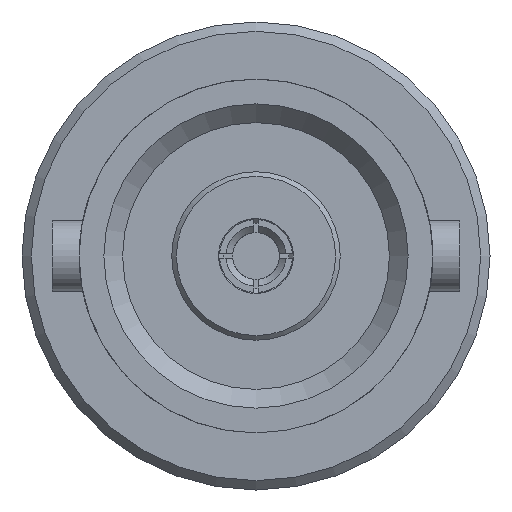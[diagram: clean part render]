
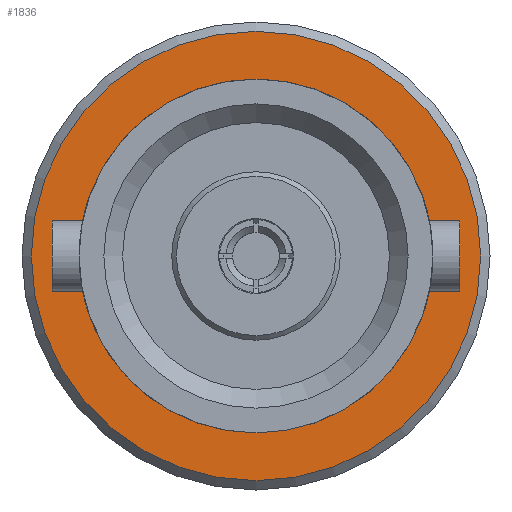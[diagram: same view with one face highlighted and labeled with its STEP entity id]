
A CAD part, left-side view. The second image highlights one B-rep face of the part: STEP entity #1836.
In plain terms, the highlighted planar face has unit normal (-1, 0, 0).
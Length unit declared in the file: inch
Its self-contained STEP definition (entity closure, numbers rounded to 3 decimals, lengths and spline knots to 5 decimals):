
#11 = CARTESIAN_POINT ( 'NONE',  ( 0.92349, 0., -0.24 ) ) ;
#73 = DIRECTION ( 'NONE',  ( 0., 0., -1. ) ) ;
#89 = CARTESIAN_POINT ( 'NONE',  ( 0.92349, 0., 0. ) ) ;
#105 = DIRECTION ( 'NONE',  ( -1., 0., 0. ) ) ;
#171 = DIRECTION ( 'NONE',  ( -1., 0., 0. ) ) ;
#287 = VERTEX_POINT ( 'NONE', #340 ) ;
#340 = CARTESIAN_POINT ( 'NONE',  ( 0.92349, 0., -0.189 ) ) ;
#504 = ORIENTED_EDGE ( 'NONE', *, *, #2020, .F. ) ;
#597 = FACE_OUTER_BOUND ( 'NONE', #2407, .T. ) ;
#628 = AXIS2_PLACEMENT_3D ( 'NONE', #89, #828, #73 ) ;
#720 = EDGE_LOOP ( 'NONE', ( #504 ) ) ;
#828 = DIRECTION ( 'NONE',  ( 1., 0., 0. ) ) ;
#875 = DIRECTION ( 'NONE',  ( 0., 0., -1. ) ) ;
#966 = ORIENTED_EDGE ( 'NONE', *, *, #2460, .T. ) ;
#1413 = CIRCLE ( 'NONE', #2759, 0.189 ) ;
#1474 = CIRCLE ( 'NONE', #2489, 0.24 ) ;
#1631 = FACE_BOUND ( 'NONE', #720, .T. ) ;
#1667 = CARTESIAN_POINT ( 'NONE',  ( 0.92349, 0., 0. ) ) ;
#1726 = DIRECTION ( 'NONE',  ( 0., 0., -1. ) ) ;
#1836 = ADVANCED_FACE ( 'NONE', ( #597, #1631 ), #3132, .F. ) ;
#2020 = EDGE_CURVE ( 'NONE', #287, #287, #1413, .T. ) ;
#2234 = CARTESIAN_POINT ( 'NONE',  ( 0.92349, 0., 0. ) ) ;
#2335 = VERTEX_POINT ( 'NONE', #11 ) ;
#2407 = EDGE_LOOP ( 'NONE', ( #966 ) ) ;
#2460 = EDGE_CURVE ( 'NONE', #2335, #2335, #1474, .T. ) ;
#2489 = AXIS2_PLACEMENT_3D ( 'NONE', #2234, #171, #1726 ) ;
#2759 = AXIS2_PLACEMENT_3D ( 'NONE', #1667, #105, #875 ) ;
#3132 = PLANE ( 'NONE',  #628 ) ;
